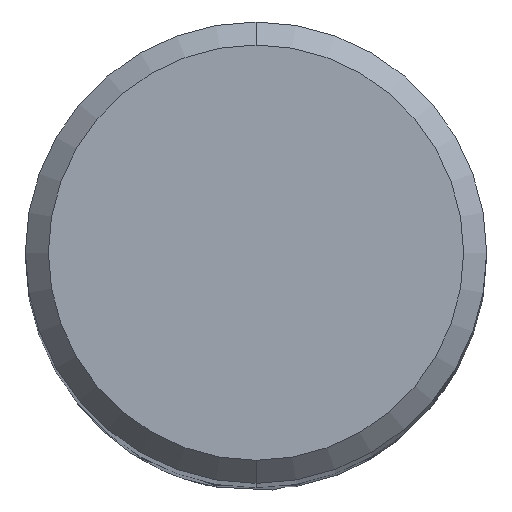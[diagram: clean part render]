
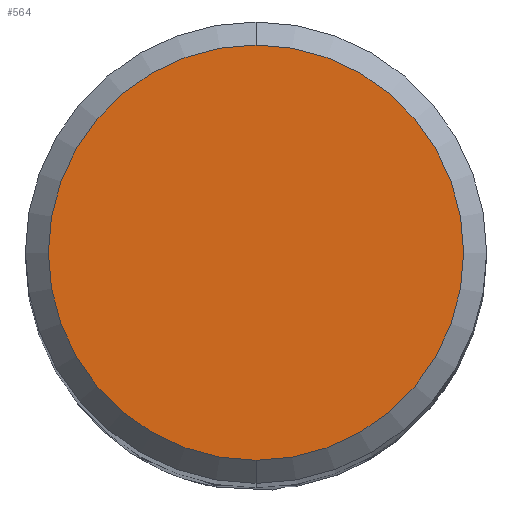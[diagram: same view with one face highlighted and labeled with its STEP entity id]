
A CAD part, top view. The second image highlights one B-rep face of the part: STEP entity #564.
In plain terms, the highlighted planar face has unit normal (0, 0, 1).
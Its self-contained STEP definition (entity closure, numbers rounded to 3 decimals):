
#442=EDGE_CURVE('',#538,#806,#1109,.T.);
#538=VERTEX_POINT('',#1208);
#564=ADVANCED_FACE('',(#1236),#1237,.T.);
#788=EDGE_CURVE('',#806,#538,#1479,.T.);
#806=VERTEX_POINT('',#1501);
#1109=CIRCLE('',#2207,3.6);
#1208=CARTESIAN_POINT('',(0.0,3.6,0.0));
#1236=FACE_OUTER_BOUND('',#4157,.T.);
#1237=PLANE('',#4158);
#1479=CIRCLE('',#6504,3.6);
#1501=CARTESIAN_POINT('',(0.,-3.6,0.0));
#2207=AXIS2_PLACEMENT_3D('',#9937,#9938,#9939);
#4157=EDGE_LOOP('',(#10039,#10040));
#4158=AXIS2_PLACEMENT_3D('',#10041,#10042,#10043);
#6504=AXIS2_PLACEMENT_3D('',#10282,#10283,#10284);
#9937=CARTESIAN_POINT('',(0.0,0.0,0.0));
#9938=DIRECTION('',(0.0,0.0,-1.0));
#9939=DIRECTION('',(0.0,1.0,0.0));
#10039=ORIENTED_EDGE('',*,*,#442,.F.);
#10040=ORIENTED_EDGE('',*,*,#788,.F.);
#10041=CARTESIAN_POINT('',(0.0,1.8,0.0));
#10042=DIRECTION('',(-0.0,0.0,1.0));
#10043=DIRECTION('',(0.0,-1.0,0.0));
#10282=CARTESIAN_POINT('',(0.0,0.0,0.0));
#10283=DIRECTION('',(0.0,0.0,-1.0));
#10284=DIRECTION('',(0.0,1.0,0.0));
